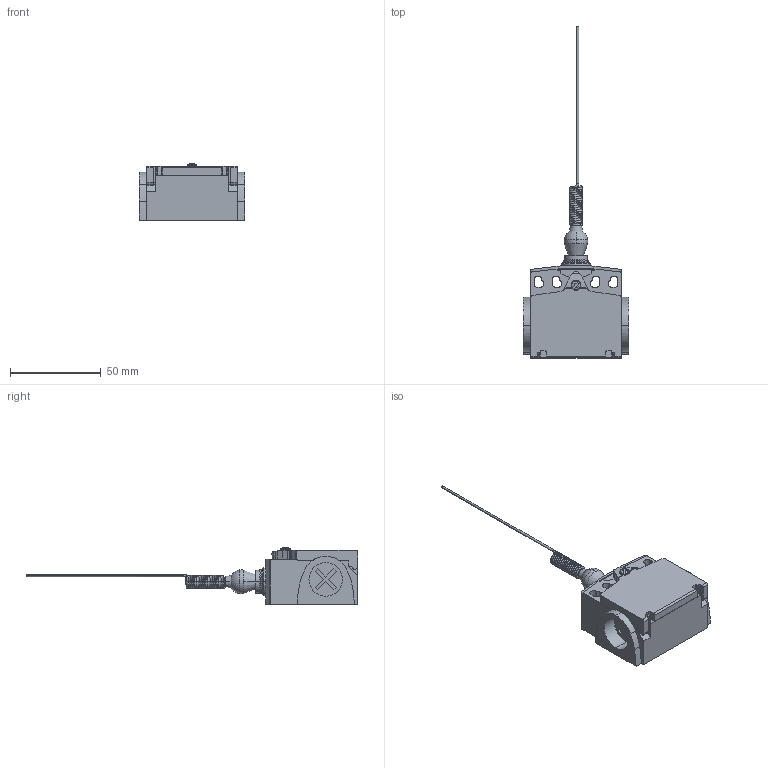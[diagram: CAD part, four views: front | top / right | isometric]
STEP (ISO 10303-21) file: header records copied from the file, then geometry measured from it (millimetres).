
FILE_DESCRIPTION(('STEP AP242'),'1');
FILE_NAME('switch_xckt2106p16.stp','2020-10-01T08:24:26',('TraceParts'),('TraceParts S.A.'),'Spatial InterOp 3D',' ',' ');
FILE_SCHEMA(('AP242_MANAGED_MODEL_BASED_3D_ENGINEERING_MIM_LF {1 0 10303 442 1 1 4}'));
Length unit declared in the file: millimetre
Products named in the file (1): switch_xckt2106p16
Bounding box: 58 x 183 x 31.34 mm (x, y, z)
Volume: 72946.2 mm3; surface area: 17042.5 mm2
Topology: 1 solids, 1 shells, 374 faces, 954 edges, 582 vertices
Faces by surface type: torus 151, plane 120, cylinder 87, cone 8, sphere 6, revolution 2
Entity records: 13795 total; most frequent: CARTESIAN_POINT 4643, DIRECTION 2029, ORIENTED_EDGE 1892, EDGE_CURVE 946, AXIS2_PLACEMENT_3D 825, VERTEX_POINT 582, CIRCLE 442, EDGE_LOOP 392
